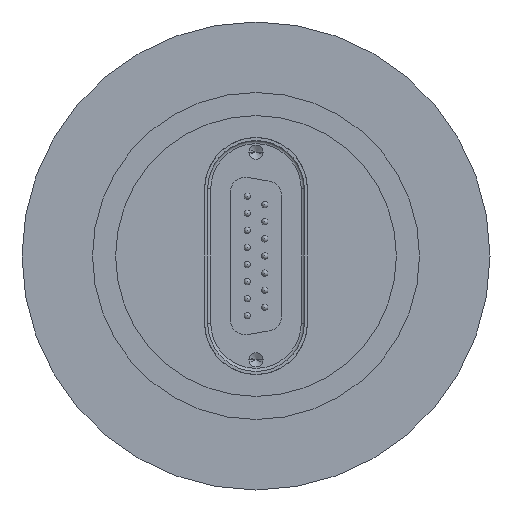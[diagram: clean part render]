
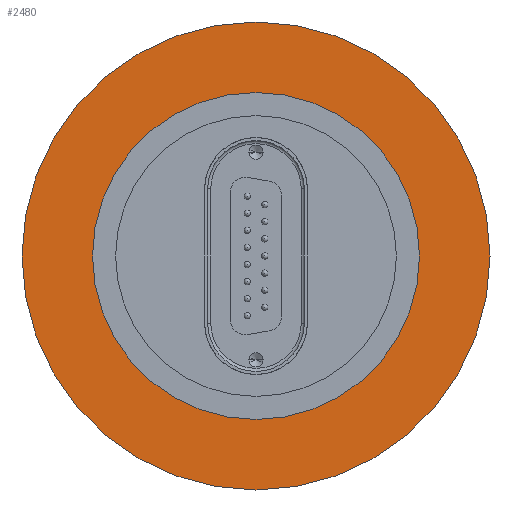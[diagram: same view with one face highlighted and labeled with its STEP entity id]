
A CAD part, left-side view. The second image highlights one B-rep face of the part: STEP entity #2480.
In plain terms, the highlighted planar face has unit normal (-1, 0, 0).
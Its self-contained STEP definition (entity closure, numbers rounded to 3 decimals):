
#217 = CARTESIAN_POINT ( 'NONE',  ( 0., 0., 0. ) ) ;
#303 = EDGE_CURVE ( 'NONE', #6400, #3347, #1505, .T. ) ;
#422 = ORIENTED_EDGE ( 'NONE', *, *, #303, .F. ) ;
#773 = CARTESIAN_POINT ( 'NONE',  ( 0., 0., 0. ) ) ;
#938 = DIRECTION ( 'NONE',  ( 0., 0., 1. ) ) ;
#1047 = AXIS2_PLACEMENT_3D ( 'NONE', #6713, #6564, #1667 ) ;
#1398 = EDGE_CURVE ( 'NONE', #7735, #7515, #4199, .T. ) ;
#1505 = CIRCLE ( 'NONE', #6022, 26.2 ) ;
#1524 = EDGE_LOOP ( 'NONE', ( #422, #2926 ) ) ;
#1569 = CARTESIAN_POINT ( 'NONE',  ( 0., 0., 0. ) ) ;
#1667 = DIRECTION ( 'NONE',  ( 0., 0., -1. ) ) ;
#2392 = FACE_BOUND ( 'NONE', #1524, .T. ) ;
#2472 = CIRCLE ( 'NONE', #7893, 37.5 ) ;
#2480 = ADVANCED_FACE ( 'NONE', ( #2392, #7276 ), #7980, .F. ) ;
#2557 = ORIENTED_EDGE ( 'NONE', *, *, #1398, .T. ) ;
#2717 = DIRECTION ( 'NONE',  ( 0., 0., 1. ) ) ;
#2809 = DIRECTION ( 'NONE',  ( -1., 0., 0. ) ) ;
#2849 = CARTESIAN_POINT ( 'NONE',  ( 0., 0., -26.2 ) ) ;
#2926 = ORIENTED_EDGE ( 'NONE', *, *, #6562, .F. ) ;
#3347 = VERTEX_POINT ( 'NONE', #2849 ) ;
#4188 = EDGE_CURVE ( 'NONE', #7515, #7735, #2472, .T. ) ;
#4199 = CIRCLE ( 'NONE', #6495, 37.5 ) ;
#5153 = ORIENTED_EDGE ( 'NONE', *, *, #4188, .T. ) ;
#5640 = CARTESIAN_POINT ( 'NONE',  ( 0., 0., 26.2 ) ) ;
#5794 = DIRECTION ( 'NONE',  ( -1., 0., 0. ) ) ;
#5858 = CARTESIAN_POINT ( 'NONE',  ( 0., 0., -37.5 ) ) ;
#6022 = AXIS2_PLACEMENT_3D ( 'NONE', #7785, #2809, #7130 ) ;
#6338 = DIRECTION ( 'NONE',  ( 0., 0., 1. ) ) ;
#6400 = VERTEX_POINT ( 'NONE', #5640 ) ;
#6408 = AXIS2_PLACEMENT_3D ( 'NONE', #217, #7086, #938 ) ;
#6495 = AXIS2_PLACEMENT_3D ( 'NONE', #773, #5794, #2717 ) ;
#6562 = EDGE_CURVE ( 'NONE', #3347, #6400, #7829, .T. ) ;
#6564 = DIRECTION ( 'NONE',  ( 1., 0., 0. ) ) ;
#6713 = CARTESIAN_POINT ( 'NONE',  ( 0., 0., -37.5 ) ) ;
#7086 = DIRECTION ( 'NONE',  ( -1., 0., 0. ) ) ;
#7130 = DIRECTION ( 'NONE',  ( 0., 0., 1. ) ) ;
#7276 = FACE_OUTER_BOUND ( 'NONE', #7346, .T. ) ;
#7346 = EDGE_LOOP ( 'NONE', ( #2557, #5153 ) ) ;
#7505 = CARTESIAN_POINT ( 'NONE',  ( 0., 0., 37.5 ) ) ;
#7515 = VERTEX_POINT ( 'NONE', #5858 ) ;
#7714 = DIRECTION ( 'NONE',  ( -1., 0., 0. ) ) ;
#7735 = VERTEX_POINT ( 'NONE', #7505 ) ;
#7785 = CARTESIAN_POINT ( 'NONE',  ( 0., 0., 0. ) ) ;
#7829 = CIRCLE ( 'NONE', #6408, 26.2 ) ;
#7893 = AXIS2_PLACEMENT_3D ( 'NONE', #1569, #7714, #6338 ) ;
#7980 = PLANE ( 'NONE',  #1047 ) ;
